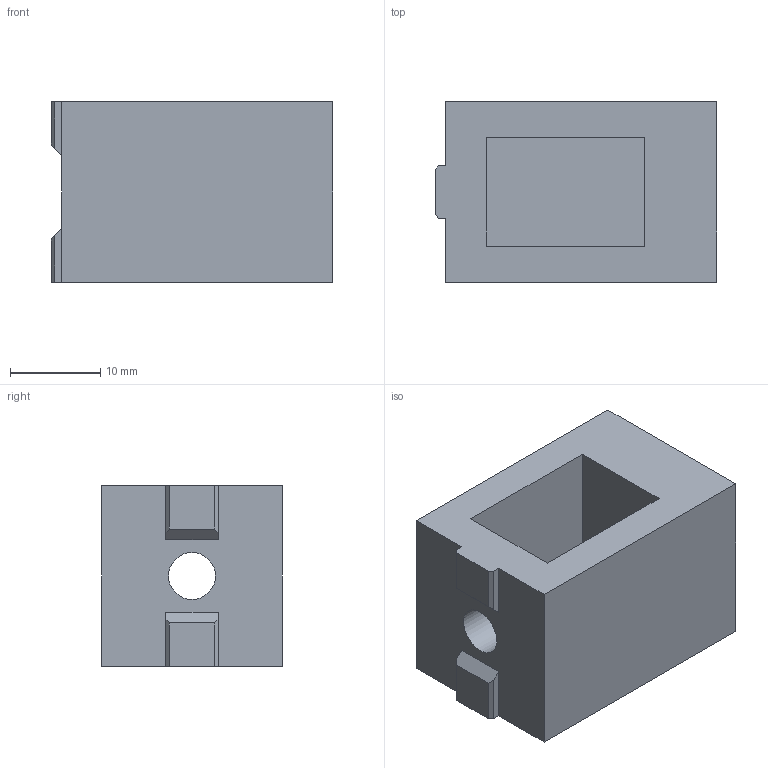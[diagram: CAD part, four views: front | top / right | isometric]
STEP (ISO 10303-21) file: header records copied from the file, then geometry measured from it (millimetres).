
FILE_DESCRIPTION(/* description */ (''),/* implementation_level */ '2;1');
FILE_NAME(/* name */ 'x4_ExtensionBracket.step',/* time_stamp */ '2019-08-30T16:16:13-04:00',/* author */ (''),/* organization */ (''),/* preprocessor_version */ 'ST-DEVELOPER v18',/* originating_system */ 'Autodesk Translation Framework v8.6.0.1094',/* authorisation */ '');
FILE_SCHEMA (('AUTOMOTIVE_DESIGN { 1 0 10303 214 3 1 1 }'));
Length unit declared in the file: millimetre
Products named in the file (1): x4_ExtensionBracket
Bounding box: 31.2 x 20 x 20 mm (x, y, z)
Volume: 8136.3 mm3; surface area: 4586.2 mm2
Topology: 1 solids, 1 shells, 43 faces, 115 edges, 75 vertices
Faces by surface type: plane 37, cylinder 6
Full cylindrical faces by diameter (mm): 3.2 x4, 5.2 x2
Entity records: 1388 total; most frequent: CARTESIAN_POINT 234, ORIENTED_EDGE 230, DIRECTION 218, EDGE_CURVE 115, LINE 100, VECTOR 100, VERTEX_POINT 75, AXIS2_PLACEMENT_3D 59
